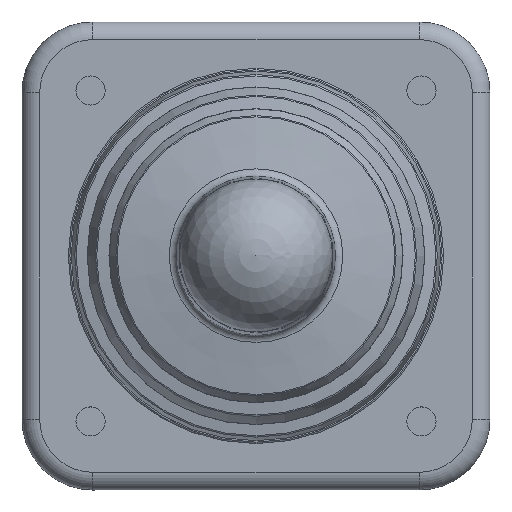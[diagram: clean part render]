
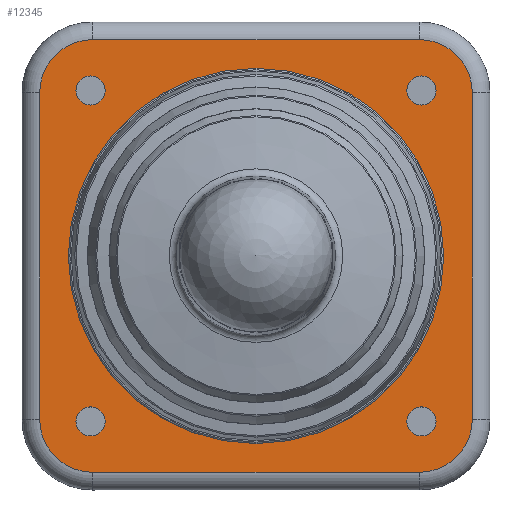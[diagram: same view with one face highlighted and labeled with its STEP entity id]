
A CAD part, top view. The second image highlights one B-rep face of the part: STEP entity #12345.
In plain terms, the highlighted planar face has unit normal (0, 0, 1).
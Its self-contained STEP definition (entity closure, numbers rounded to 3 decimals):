
#385=CIRCLE('',#13142,1.65);
#387=CIRCLE('',#13145,1.65);
#389=CIRCLE('',#13148,1.65);
#391=CIRCLE('',#13151,1.65);
#395=CIRCLE('',#13156,21.25);
#452=CIRCLE('',#13234,6.);
#455=CIRCLE('',#13239,6.);
#459=CIRCLE('',#13245,6.);
#463=CIRCLE('',#13251,6.);
#515=FACE_BOUND('',#1713,.T.);
#516=FACE_BOUND('',#1714,.T.);
#517=FACE_BOUND('',#1715,.T.);
#518=FACE_BOUND('',#1716,.T.);
#519=FACE_BOUND('',#1717,.T.);
#1079=FACE_OUTER_BOUND('',#1712,.T.);
#1712=EDGE_LOOP('',(#10966,#10967,#10968,#10969,#10970,#10971,#10972,#10973));
#1713=EDGE_LOOP('',(#10974));
#1714=EDGE_LOOP('',(#10975));
#1715=EDGE_LOOP('',(#10976));
#1716=EDGE_LOOP('',(#10977));
#1717=EDGE_LOOP('',(#10978));
#3122=LINE('',#20019,#4595);
#3124=LINE('',#20031,#4597);
#3126=LINE('',#20043,#4599);
#3128=LINE('',#20052,#4601);
#4595=VECTOR('',#16324,10.);
#4597=VECTOR('',#16338,10.);
#4599=VECTOR('',#16352,10.);
#4601=VECTOR('',#16364,10.);
#5749=VERTEX_POINT('',#19774);
#5751=VERTEX_POINT('',#19780);
#5753=VERTEX_POINT('',#19786);
#5755=VERTEX_POINT('',#19792);
#5759=VERTEX_POINT('',#19802);
#5799=VERTEX_POINT('',#20007);
#5802=VERTEX_POINT('',#20012);
#5804=VERTEX_POINT('',#20017);
#5806=VERTEX_POINT('',#20023);
#5808=VERTEX_POINT('',#20029);
#5810=VERTEX_POINT('',#20035);
#5812=VERTEX_POINT('',#20041);
#5814=VERTEX_POINT('',#20047);
#7453=EDGE_CURVE('',#5749,#5749,#385,.T.);
#7456=EDGE_CURVE('',#5751,#5751,#387,.T.);
#7459=EDGE_CURVE('',#5753,#5753,#389,.T.);
#7462=EDGE_CURVE('',#5755,#5755,#391,.T.);
#7468=EDGE_CURVE('',#5759,#5759,#395,.T.);
#7533=EDGE_CURVE('',#5802,#5799,#452,.T.);
#7535=EDGE_CURVE('',#5804,#5802,#3122,.T.);
#7538=EDGE_CURVE('',#5806,#5804,#455,.T.);
#7541=EDGE_CURVE('',#5808,#5806,#3124,.T.);
#7544=EDGE_CURVE('',#5810,#5808,#459,.T.);
#7547=EDGE_CURVE('',#5812,#5810,#3126,.T.);
#7550=EDGE_CURVE('',#5814,#5812,#463,.T.);
#7552=EDGE_CURVE('',#5799,#5814,#3128,.T.);
#10966=ORIENTED_EDGE('',*,*,#7533,.F.);
#10967=ORIENTED_EDGE('',*,*,#7535,.F.);
#10968=ORIENTED_EDGE('',*,*,#7538,.F.);
#10969=ORIENTED_EDGE('',*,*,#7541,.F.);
#10970=ORIENTED_EDGE('',*,*,#7544,.F.);
#10971=ORIENTED_EDGE('',*,*,#7547,.F.);
#10972=ORIENTED_EDGE('',*,*,#7550,.F.);
#10973=ORIENTED_EDGE('',*,*,#7552,.F.);
#10974=ORIENTED_EDGE('',*,*,#7453,.T.);
#10975=ORIENTED_EDGE('',*,*,#7456,.T.);
#10976=ORIENTED_EDGE('',*,*,#7459,.T.);
#10977=ORIENTED_EDGE('',*,*,#7462,.T.);
#10978=ORIENTED_EDGE('',*,*,#7468,.T.);
#11743=PLANE('',#13260);
#12345=ADVANCED_FACE('',(#1079,#515,#516,#517,#518,#519),#11743,.F.);
#13142=AXIS2_PLACEMENT_3D('',#19775,#16121,#16122);
#13145=AXIS2_PLACEMENT_3D('',#19781,#16128,#16129);
#13148=AXIS2_PLACEMENT_3D('',#19787,#16135,#16136);
#13151=AXIS2_PLACEMENT_3D('',#19793,#16142,#16143);
#13156=AXIS2_PLACEMENT_3D('',#19804,#16154,#16155);
#13234=AXIS2_PLACEMENT_3D('',#20014,#16318,#16319);
#13239=AXIS2_PLACEMENT_3D('',#20025,#16330,#16331);
#13245=AXIS2_PLACEMENT_3D('',#20037,#16344,#16345);
#13251=AXIS2_PLACEMENT_3D('',#20049,#16358,#16359);
#13260=AXIS2_PLACEMENT_3D('',#20072,#16385,#16386);
#16121=DIRECTION('center_axis',(0.,0.,
-1.));
#16122=DIRECTION('ref_axis',(0.,1.,0.));
#16128=DIRECTION('center_axis',(0.,0.,
-1.));
#16129=DIRECTION('ref_axis',(1.,0.,0.));
#16135=DIRECTION('center_axis',(0.,0.,
-1.));
#16136=DIRECTION('ref_axis',(0.,-1.,0.));
#16142=DIRECTION('center_axis',(0.,0.,
-1.));
#16143=DIRECTION('ref_axis',(-1.,0.,0.));
#16154=DIRECTION('center_axis',(0.,0.,
-1.));
#16155=DIRECTION('ref_axis',(0.,1.,0.));
#16318=DIRECTION('center_axis',(0.,0.,
-1.));
#16319=DIRECTION('ref_axis',(-0.707,0.707,0.));
#16324=DIRECTION('',(0.,1.,0.));
#16330=DIRECTION('center_axis',(0.,0.,
-1.));
#16331=DIRECTION('ref_axis',(-0.707,-0.707,0.));
#16338=DIRECTION('',(-1.,0.,0.));
#16344=DIRECTION('center_axis',(0.,0.,
-1.));
#16345=DIRECTION('ref_axis',(0.707,-0.707,0.));
#16352=DIRECTION('',(0.,-1.,0.));
#16358=DIRECTION('center_axis',(0.,0.,
-1.));
#16359=DIRECTION('ref_axis',(0.707,0.707,0.));
#16364=DIRECTION('',(1.,0.,0.));
#16385=DIRECTION('center_axis',(0.,0.,
-1.));
#16386=DIRECTION('ref_axis',(1.,0.,0.));
#19774=CARTESIAN_POINT('',(-18.738,17.088,14.2));
#19775=CARTESIAN_POINT('Origin',(-18.738,18.738,14.2));
#19780=CARTESIAN_POINT('',(17.088,18.738,14.2));
#19781=CARTESIAN_POINT('Origin',(18.738,18.738,14.2));
#19786=CARTESIAN_POINT('',(18.738,-17.088,14.2));
#19787=CARTESIAN_POINT('Origin',(18.738,-18.738,14.2));
#19792=CARTESIAN_POINT('',(-17.088,-18.738,14.2));
#19793=CARTESIAN_POINT('Origin',(-18.738,-18.738,14.2));
#19802=CARTESIAN_POINT('',(0.,-21.25,14.2));
#19804=CARTESIAN_POINT('Origin',(0.,0.,
14.2));
#20007=CARTESIAN_POINT('',(-18.5,24.5,14.2));
#20012=CARTESIAN_POINT('',(-24.5,18.5,14.2));
#20014=CARTESIAN_POINT('Origin',(-18.5,18.5,14.2));
#20017=CARTESIAN_POINT('',(-24.5,-18.5,14.2));
#20019=CARTESIAN_POINT('',(-24.5,9.25,14.2));
#20023=CARTESIAN_POINT('',(-18.5,-24.5,14.2));
#20025=CARTESIAN_POINT('Origin',(-18.5,-18.5,14.2));
#20029=CARTESIAN_POINT('',(18.5,-24.5,14.2));
#20031=CARTESIAN_POINT('',(-9.25,-24.5,14.2));
#20035=CARTESIAN_POINT('',(24.5,-18.5,14.2));
#20037=CARTESIAN_POINT('Origin',(18.5,-18.5,14.2));
#20041=CARTESIAN_POINT('',(24.5,18.5,14.2));
#20043=CARTESIAN_POINT('',(24.5,-9.25,14.2));
#20047=CARTESIAN_POINT('',(18.5,24.5,14.2));
#20049=CARTESIAN_POINT('Origin',(18.5,18.5,14.2));
#20052=CARTESIAN_POINT('',(9.25,24.5,14.2));
#20072=CARTESIAN_POINT('Origin',(0.,0.,
14.2));
